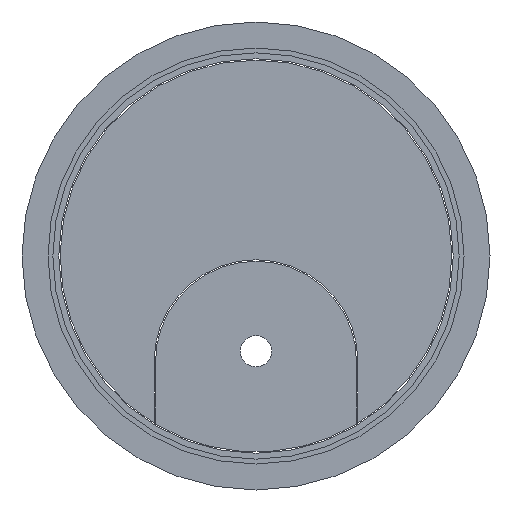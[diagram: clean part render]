
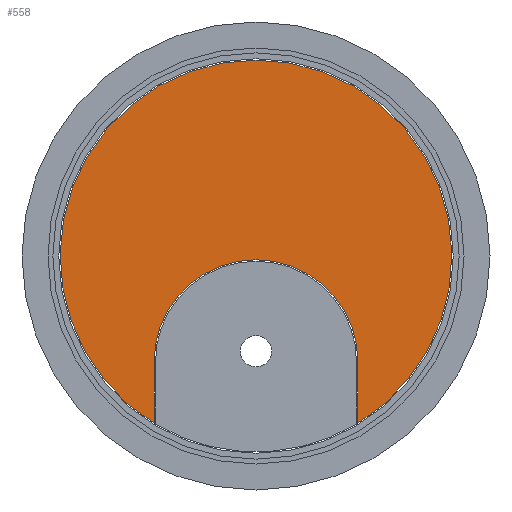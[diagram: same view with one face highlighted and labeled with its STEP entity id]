
A CAD part, front view. The second image highlights one B-rep face of the part: STEP entity #558.
In plain terms, the highlighted planar face has unit normal (0, -1, 0).
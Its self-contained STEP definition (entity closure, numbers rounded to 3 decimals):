
#6 = EDGE_CURVE ( 'NONE', #410, #399, #402, .T. ) ;
#24 = VERTEX_POINT ( 'NONE', #798 ) ;
#26 = EDGE_CURVE ( 'NONE', #977, #204, #826, .T. ) ;
#44 = DIRECTION ( 'NONE',  ( 0., 1., 0. ) ) ;
#48 = DIRECTION ( 'NONE',  ( 0., 0., 1. ) ) ;
#58 = CARTESIAN_POINT ( 'NONE',  ( 0., -3., -0.55 ) ) ;
#59 = VERTEX_POINT ( 'NONE', #58 ) ;
#74 = CIRCLE ( 'NONE', #365, 28.25 ) ;
#78 = DIRECTION ( 'NONE',  ( 0., 0., 1. ) ) ;
#84 = AXIS2_PLACEMENT_3D ( 'NONE', #1039, #727, #976 ) ;
#130 = DIRECTION ( 'NONE',  ( 0., 1., 0. ) ) ;
#180 = CARTESIAN_POINT ( 'NONE',  ( 0., -3., 0. ) ) ;
#201 = CARTESIAN_POINT ( 'NONE',  ( 0., -3., 28.25 ) ) ;
#204 = VERTEX_POINT ( 'NONE', #439 ) ;
#209 = ORIENTED_EDGE ( 'NONE', *, *, #968, .T. ) ;
#213 = ORIENTED_EDGE ( 'NONE', *, *, #26, .F. ) ;
#235 = CARTESIAN_POINT ( 'NONE',  ( -14.7, -3., -29.3 ) ) ;
#285 = CARTESIAN_POINT ( 'NONE',  ( 0., -3., -15.25 ) ) ;
#289 = VECTOR ( 'NONE', #556, 1000. ) ;
#298 = AXIS2_PLACEMENT_3D ( 'NONE', #285, #946, #78 ) ;
#352 = AXIS2_PLACEMENT_3D ( 'NONE', #785, #130, #48 ) ;
#365 = AXIS2_PLACEMENT_3D ( 'NONE', #180, #755, #507 ) ;
#379 = DIRECTION ( 'NONE',  ( 0., 0., 1. ) ) ;
#399 = VERTEX_POINT ( 'NONE', #421 ) ;
#402 = LINE ( 'NONE', #235, #289 ) ;
#410 = VERTEX_POINT ( 'NONE', #436 ) ;
#421 = CARTESIAN_POINT ( 'NONE',  ( -14.7, -3., -15.25 ) ) ;
#428 = VECTOR ( 'NONE', #789, 1000. ) ;
#436 = CARTESIAN_POINT ( 'NONE',  ( -14.7, -3., -24.124 ) ) ;
#439 = CARTESIAN_POINT ( 'NONE',  ( 14.7, -3., -24.124 ) ) ;
#459 = LINE ( 'NONE', #631, #428 ) ;
#466 = CIRCLE ( 'NONE', #298, 14.7 ) ;
#485 = EDGE_CURVE ( 'NONE', #410, #977, #74, .T. ) ;
#507 = DIRECTION ( 'NONE',  ( 0., 0., 1. ) ) ;
#517 = EDGE_LOOP ( 'NONE', ( #936, #209, #523, #213, #703, #820 ) ) ;
#523 = ORIENTED_EDGE ( 'NONE', *, *, #997, .T. ) ;
#556 = DIRECTION ( 'NONE',  ( 0., 0., 1. ) ) ;
#558 = ADVANCED_FACE ( 'NONE', ( #787 ), #782, .F. ) ;
#629 = EDGE_CURVE ( 'NONE', #399, #59, #466, .T. ) ;
#631 = CARTESIAN_POINT ( 'NONE',  ( 14.7, -3., -29.3 ) ) ;
#638 = AXIS2_PLACEMENT_3D ( 'NONE', #1019, #44, #379 ) ;
#703 = ORIENTED_EDGE ( 'NONE', *, *, #485, .F. ) ;
#727 = DIRECTION ( 'NONE',  ( 0., 1., 0. ) ) ;
#755 = DIRECTION ( 'NONE',  ( 0., 1., 0. ) ) ;
#782 = PLANE ( 'NONE',  #638 ) ;
#785 = CARTESIAN_POINT ( 'NONE',  ( 0., -3., -15.25 ) ) ;
#787 = FACE_OUTER_BOUND ( 'NONE', #517, .T. ) ;
#789 = DIRECTION ( 'NONE',  ( 0., 0., -1. ) ) ;
#798 = CARTESIAN_POINT ( 'NONE',  ( 14.7, -3., -15.25 ) ) ;
#820 = ORIENTED_EDGE ( 'NONE', *, *, #6, .T. ) ;
#826 = CIRCLE ( 'NONE', #84, 28.25 ) ;
#936 = ORIENTED_EDGE ( 'NONE', *, *, #629, .T. ) ;
#946 = DIRECTION ( 'NONE',  ( 0., 1., 0. ) ) ;
#961 = CIRCLE ( 'NONE', #352, 14.7 ) ;
#968 = EDGE_CURVE ( 'NONE', #59, #24, #961, .T. ) ;
#976 = DIRECTION ( 'NONE',  ( 0., 0., 1. ) ) ;
#977 = VERTEX_POINT ( 'NONE', #201 ) ;
#997 = EDGE_CURVE ( 'NONE', #24, #204, #459, .T. ) ;
#1019 = CARTESIAN_POINT ( 'NONE',  ( 0., -3., -29.3 ) ) ;
#1039 = CARTESIAN_POINT ( 'NONE',  ( 0., -3., 0. ) ) ;
